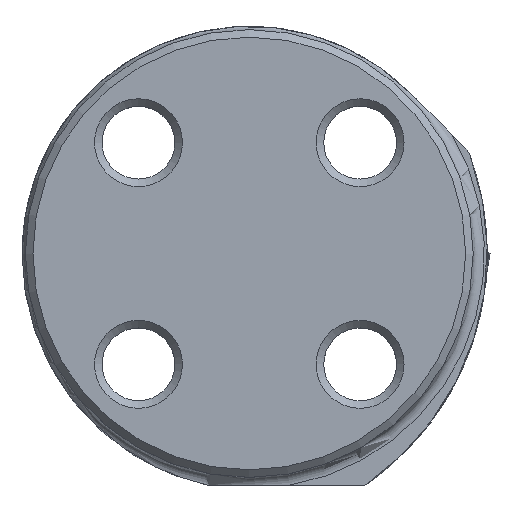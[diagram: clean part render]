
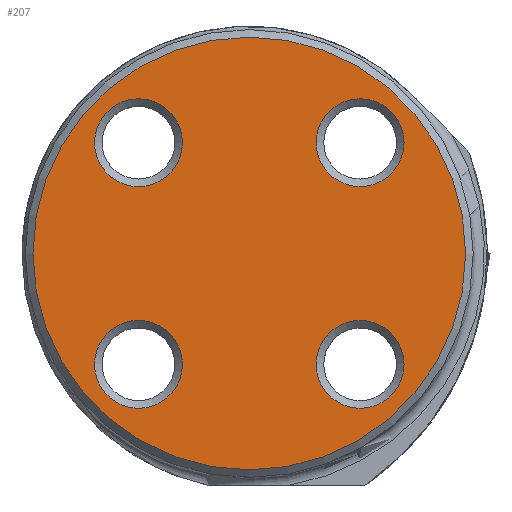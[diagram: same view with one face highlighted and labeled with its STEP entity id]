
A CAD part, top view. The second image highlights one B-rep face of the part: STEP entity #207.
In plain terms, the highlighted planar face has unit normal (0, 0, 1).
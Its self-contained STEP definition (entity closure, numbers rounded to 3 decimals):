
#125=FACE_BOUND('',#368,.T.);
#126=FACE_BOUND('',#369,.T.);
#127=FACE_BOUND('',#370,.T.);
#128=FACE_BOUND('',#371,.T.);
#129=FACE_BOUND('',#372,.T.);
#165=PLANE('',#1520);
#207=ADVANCED_FACE('',(#125,#126,#127,#128,#129),#165,.F.);
#368=EDGE_LOOP('',(#796));
#369=EDGE_LOOP('',(#797));
#370=EDGE_LOOP('',(#798));
#371=EDGE_LOOP('',(#799));
#372=EDGE_LOOP('',(#800));
#570=CIRCLE('',#1514,19.325);
#571=CIRCLE('',#1516,3.925);
#572=CIRCLE('',#1517,3.925);
#573=CIRCLE('',#1518,3.925);
#574=CIRCLE('',#1519,3.925);
#796=ORIENTED_EDGE('',*,*,#1270,.F.);
#797=ORIENTED_EDGE('',*,*,#1271,.T.);
#798=ORIENTED_EDGE('',*,*,#1272,.T.);
#799=ORIENTED_EDGE('',*,*,#1273,.F.);
#800=ORIENTED_EDGE('',*,*,#1269,.F.);
#1113=VERTEX_POINT('',#2935);
#1114=VERTEX_POINT('',#2938);
#1115=VERTEX_POINT('',#2940);
#1116=VERTEX_POINT('',#2942);
#1117=VERTEX_POINT('',#2944);
#1269=EDGE_CURVE('',#1113,#1113,#570,.T.);
#1270=EDGE_CURVE('',#1114,#1114,#571,.T.);
#1271=EDGE_CURVE('',#1115,#1115,#572,.T.);
#1272=EDGE_CURVE('',#1116,#1116,#573,.T.);
#1273=EDGE_CURVE('',#1117,#1117,#574,.T.);
#1514=AXIS2_PLACEMENT_3D('',#2934,#1708,#1709);
#1516=AXIS2_PLACEMENT_3D('',#2937,#1712,#1713);
#1517=AXIS2_PLACEMENT_3D('',#2939,#1714,#1715);
#1518=AXIS2_PLACEMENT_3D('',#2941,#1716,#1717);
#1519=AXIS2_PLACEMENT_3D('',#2943,#1718,#1719);
#1520=AXIS2_PLACEMENT_3D('',#2945,#1720,#1721);
#1708=DIRECTION('',(0.,0.,-1.));
#1709=DIRECTION('',(1.,0.,0.));
#1712=DIRECTION('',(0.,0.,1.));
#1713=DIRECTION('',(1.,0.,0.));
#1714=DIRECTION('',(0.,0.,-1.));
#1715=DIRECTION('',(1.,0.,0.));
#1716=DIRECTION('',(0.,0.,-1.));
#1717=DIRECTION('',(1.,0.,0.));
#1718=DIRECTION('',(0.,0.,1.));
#1719=DIRECTION('',(1.,0.,0.));
#1720=DIRECTION('',(0.,0.,-1.));
#1721=DIRECTION('',(1.,0.,0.));
#2934=CARTESIAN_POINT('',(0.,0.,0.));
#2935=CARTESIAN_POINT('',(19.325,0.,0.));
#2937=CARTESIAN_POINT('',(-9.899,-9.899,0.));
#2938=CARTESIAN_POINT('',(-5.974,-9.899,0.));
#2939=CARTESIAN_POINT('',(-9.899,9.899,0.));
#2940=CARTESIAN_POINT('',(-5.974,9.899,0.));
#2941=CARTESIAN_POINT('',(9.899,-9.899,0.));
#2942=CARTESIAN_POINT('',(13.824,-9.899,0.));
#2943=CARTESIAN_POINT('',(9.899,9.899,0.));
#2944=CARTESIAN_POINT('',(13.824,9.899,0.));
#2945=CARTESIAN_POINT('',(0.,0.,0.));
